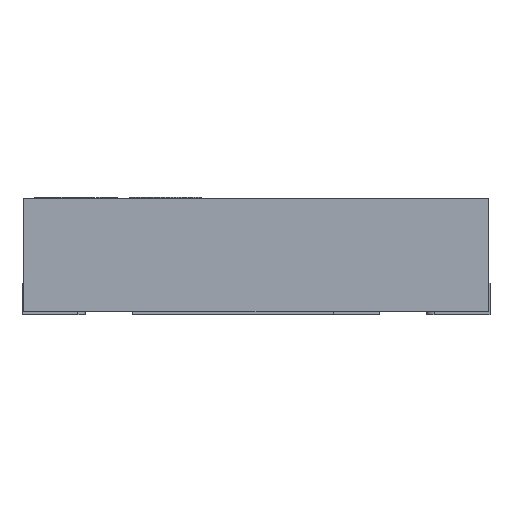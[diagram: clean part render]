
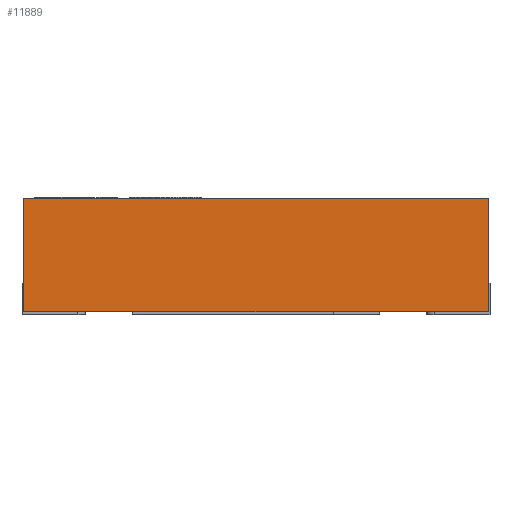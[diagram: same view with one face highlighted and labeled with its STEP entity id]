
A CAD part, left-side view. The second image highlights one B-rep face of the part: STEP entity #11889.
In plain terms, the highlighted planar face has unit normal (-1, 0, 0).
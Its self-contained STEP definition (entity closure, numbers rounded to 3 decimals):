
#418 = EDGE_CURVE ( 'NONE', #14117, #8965, #19275, .T. ) ;
#564 = EDGE_CURVE ( 'NONE', #14117, #16285, #12751, .T. ) ;
#1437 = DIRECTION ( 'NONE',  ( 0., 0., -1. ) ) ;
#1698 = DIRECTION ( 'NONE',  ( 0., -1., 0. ) ) ;
#1709 = VECTOR ( 'NONE', #1437, 1000. ) ;
#2317 = VECTOR ( 'NONE', #18828, 1000. ) ;
#2585 = CARTESIAN_POINT ( 'NONE',  ( -1.5, -1.5, 0. ) ) ;
#2792 = CARTESIAN_POINT ( 'NONE',  ( -1.5, -1.5, 0.73 ) ) ;
#2832 = EDGE_CURVE ( 'NONE', #8965, #10735, #7256, .T. ) ;
#3035 = AXIS2_PLACEMENT_3D ( 'NONE', #16468, #16642, #17812 ) ;
#4382 = CARTESIAN_POINT ( 'NONE',  ( -1.5, 1.5, 0.73 ) ) ;
#5035 = EDGE_CURVE ( 'NONE', #16285, #10735, #10318, .T. ) ;
#6243 = CARTESIAN_POINT ( 'NONE',  ( -1.5, 1.5, 0. ) ) ;
#7256 = LINE ( 'NONE', #14803, #1709 ) ;
#7820 = ORIENTED_EDGE ( 'NONE', *, *, #418, .F. ) ;
#8266 = VECTOR ( 'NONE', #11104, 1000. ) ;
#8806 = CARTESIAN_POINT ( 'NONE',  ( -1.5, 1.5, 0.73 ) ) ;
#8965 = VERTEX_POINT ( 'NONE', #2792 ) ;
#9476 = ORIENTED_EDGE ( 'NONE', *, *, #2832, .F. ) ;
#10318 = LINE ( 'NONE', #16261, #8266 ) ;
#10710 = PLANE ( 'NONE',  #3035 ) ;
#10735 = VERTEX_POINT ( 'NONE', #2585 ) ;
#10751 = ORIENTED_EDGE ( 'NONE', *, *, #564, .T. ) ;
#11104 = DIRECTION ( 'NONE',  ( 0., -1., 0. ) ) ;
#11866 = ORIENTED_EDGE ( 'NONE', *, *, #5035, .T. ) ;
#11889 = ADVANCED_FACE ( 'NONE', ( #13623 ), #10710, .F. ) ;
#12751 = LINE ( 'NONE', #16155, #2317 ) ;
#13623 = FACE_OUTER_BOUND ( 'NONE', #15720, .T. ) ;
#14117 = VERTEX_POINT ( 'NONE', #8806 ) ;
#14313 = VECTOR ( 'NONE', #1698, 1000. ) ;
#14803 = CARTESIAN_POINT ( 'NONE',  ( -1.5, -1.5, 0.73 ) ) ;
#15720 = EDGE_LOOP ( 'NONE', ( #11866, #9476, #7820, #10751 ) ) ;
#16155 = CARTESIAN_POINT ( 'NONE',  ( -1.5, 1.5, 0.73 ) ) ;
#16261 = CARTESIAN_POINT ( 'NONE',  ( -1.5, 1.5, 0. ) ) ;
#16285 = VERTEX_POINT ( 'NONE', #6243 ) ;
#16468 = CARTESIAN_POINT ( 'NONE',  ( -1.5, 1.5, 0.73 ) ) ;
#16642 = DIRECTION ( 'NONE',  ( 1., 0., 0. ) ) ;
#17812 = DIRECTION ( 'NONE',  ( 0., 1., 0. ) ) ;
#18828 = DIRECTION ( 'NONE',  ( 0., 0., -1. ) ) ;
#19275 = LINE ( 'NONE', #4382, #14313 ) ;
